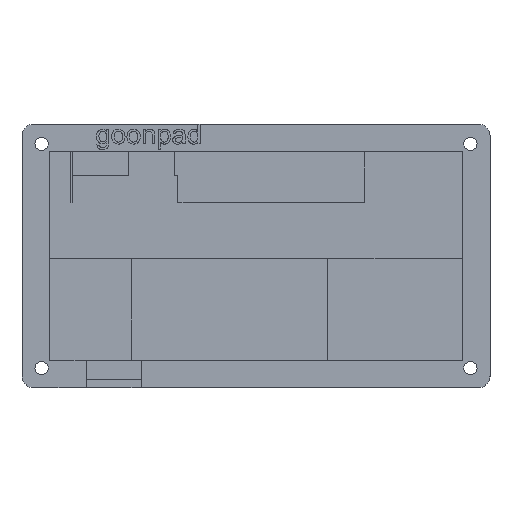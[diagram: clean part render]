
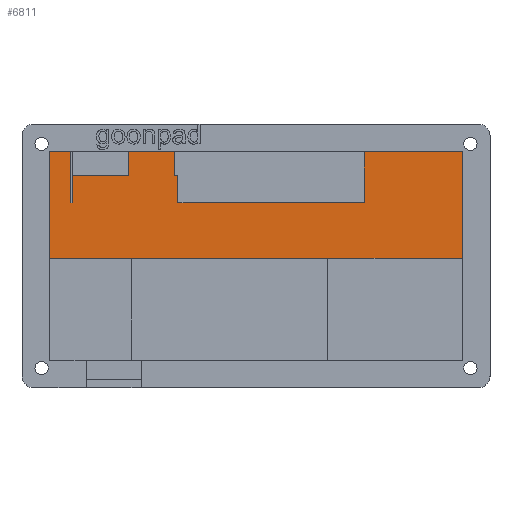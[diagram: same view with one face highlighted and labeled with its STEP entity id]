
A CAD part, top view. The second image highlights one B-rep face of the part: STEP entity #6811.
In plain terms, the highlighted planar face has unit normal (0, 0, 1).
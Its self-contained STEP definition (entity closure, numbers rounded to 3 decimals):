
#147=PLANE('',#7083);
#884=FACE_OUTER_BOUND('',#1247,.T.);
#1247=EDGE_LOOP('',(#5871,#5872,#5873,#5874,#5875,#5876,#5877,#5878,#5879,
#5880,#5881,#5882,#5883,#5884,#5885,#5886,#5887,#5888,#5889,#5890,#5891,
#5892,#5893,#5894,#5895,#5896,#5897,#5898,#5899));
#1410=CIRCLE('',#7075,3.);
#1413=CIRCLE('',#7078,3.);
#1415=CIRCLE('',#7084,3.);
#1416=CIRCLE('',#7085,3.);
#1717=LINE('',#11931,#2384);
#1728=LINE('',#11953,#2395);
#1753=LINE('',#12004,#2420);
#1757=LINE('',#12011,#2424);
#1810=LINE('',#12142,#2477);
#1814=LINE('',#12147,#2481);
#1817=LINE('',#12151,#2484);
#1819=LINE('',#12154,#2486);
#1820=LINE('',#12156,#2487);
#1878=LINE('',#12284,#2545);
#1888=LINE('',#12306,#2555);
#1889=LINE('',#12307,#2556);
#1890=LINE('',#12308,#2557);
#1891=LINE('',#12311,#2558);
#1897=LINE('',#12325,#2564);
#1903=LINE('',#12340,#2570);
#1907=LINE('',#12347,#2574);
#1912=LINE('',#12358,#2579);
#1918=LINE('',#12372,#2585);
#1935=LINE('',#12416,#2602);
#1936=LINE('',#12418,#2603);
#1937=LINE('',#12419,#2604);
#1938=LINE('',#12420,#2605);
#1939=LINE('',#12421,#2606);
#1940=LINE('',#12422,#2607);
#2384=VECTOR('',#7602,10.);
#2395=VECTOR('',#7617,10.);
#2420=VECTOR('',#7652,10.);
#2424=VECTOR('',#7658,10.);
#2477=VECTOR('',#7767,10.);
#2481=VECTOR('',#7773,10.);
#2484=VECTOR('',#7778,10.);
#2486=VECTOR('',#7782,10.);
#2487=VECTOR('',#7783,10.);
#2545=VECTOR('',#7895,10.);
#2555=VECTOR('',#7919,10.);
#2556=VECTOR('',#7920,10.);
#2557=VECTOR('',#7921,10.);
#2558=VECTOR('',#7924,10.);
#2564=VECTOR('',#7934,10.);
#2570=VECTOR('',#7944,10.);
#2574=VECTOR('',#7950,10.);
#2579=VECTOR('',#7959,10.);
#2585=VECTOR('',#7969,10.);
#2602=VECTOR('',#8008,10.);
#2603=VECTOR('',#8009,10.);
#2604=VECTOR('',#8010,10.);
#2605=VECTOR('',#8011,10.);
#2606=VECTOR('',#8012,10.);
#2607=VECTOR('',#8013,10.);
#3172=VERTEX_POINT('',#11929);
#3173=VERTEX_POINT('',#11930);
#3182=VERTEX_POINT('',#11952);
#3203=VERTEX_POINT('',#12003);
#3205=VERTEX_POINT('',#12009);
#3246=VERTEX_POINT('',#12108);
#3247=VERTEX_POINT('',#12110);
#3248=VERTEX_POINT('',#12117);
#3249=VERTEX_POINT('',#12119);
#3250=VERTEX_POINT('',#12123);
#3251=VERTEX_POINT('',#12125);
#3252=VERTEX_POINT('',#12129);
#3253=VERTEX_POINT('',#12131);
#3254=VERTEX_POINT('',#12135);
#3255=VERTEX_POINT('',#12137);
#3256=VERTEX_POINT('',#12155);
#3278=VERTEX_POINT('',#12224);
#3279=VERTEX_POINT('',#12227);
#3295=VERTEX_POINT('',#12268);
#3297=VERTEX_POINT('',#12273);
#3305=VERTEX_POINT('',#12310);
#3311=VERTEX_POINT('',#12324);
#3317=VERTEX_POINT('',#12338);
#3318=VERTEX_POINT('',#12339);
#3330=VERTEX_POINT('',#12371);
#3335=VERTEX_POINT('',#12383);
#3346=VERTEX_POINT('',#12415);
#3347=VERTEX_POINT('',#12417);
#3348=VERTEX_POINT('',#12423);
#3997=EDGE_CURVE('',#3172,#3173,#1717,.T.);
#4009=EDGE_CURVE('',#3173,#3182,#1728,.T.);
#4035=EDGE_CURVE('',#3203,#3172,#1753,.T.);
#4039=EDGE_CURVE('',#3205,#3182,#1757,.T.);
#4103=EDGE_CURVE('',#3247,#3246,#1810,.T.);
#4107=EDGE_CURVE('',#3252,#3253,#1814,.T.);
#4110=EDGE_CURVE('',#3250,#3251,#1817,.T.);
#4112=EDGE_CURVE('',#3249,#3248,#1819,.T.);
#4113=EDGE_CURVE('',#3249,#3256,#1820,.T.);
#4179=EDGE_CURVE('',#3255,#3254,#1878,.T.);
#4193=EDGE_CURVE('',#3279,#3278,#1888,.T.);
#4194=EDGE_CURVE('',#3278,#3295,#1889,.T.);
#4195=EDGE_CURVE('',#3295,#3297,#1890,.T.);
#4196=EDGE_CURVE('',#3305,#3254,#1891,.T.);
#4203=EDGE_CURVE('',#3252,#3311,#1897,.T.);
#4210=EDGE_CURVE('',#3317,#3318,#1903,.T.);
#4214=EDGE_CURVE('',#3255,#3317,#1907,.T.);
#4220=EDGE_CURVE('',#3318,#3248,#1912,.T.);
#4227=EDGE_CURVE('',#3256,#3330,#1918,.T.);
#4233=EDGE_CURVE('',#3250,#3335,#1410,.T.);
#4237=EDGE_CURVE('',#3335,#3253,#1413,.T.);
#4250=EDGE_CURVE('',#3346,#3205,#1935,.T.);
#4251=EDGE_CURVE('',#3347,#3346,#1936,.T.);
#4252=EDGE_CURVE('',#3330,#3347,#1937,.T.);
#4253=EDGE_CURVE('',#3311,#3305,#1938,.T.);
#4254=EDGE_CURVE('',#3297,#3251,#1939,.T.);
#4255=EDGE_CURVE('',#3247,#3279,#1940,.T.);
#4256=EDGE_CURVE('',#3348,#3246,#1415,.T.);
#4257=EDGE_CURVE('',#3203,#3348,#1416,.T.);
#5871=ORIENTED_EDGE('',*,*,#4009,.T.);
#5872=ORIENTED_EDGE('',*,*,#4039,.F.);
#5873=ORIENTED_EDGE('',*,*,#4250,.F.);
#5874=ORIENTED_EDGE('',*,*,#4251,.F.);
#5875=ORIENTED_EDGE('',*,*,#4252,.F.);
#5876=ORIENTED_EDGE('',*,*,#4227,.F.);
#5877=ORIENTED_EDGE('',*,*,#4113,.F.);
#5878=ORIENTED_EDGE('',*,*,#4112,.T.);
#5879=ORIENTED_EDGE('',*,*,#4220,.F.);
#5880=ORIENTED_EDGE('',*,*,#4210,.F.);
#5881=ORIENTED_EDGE('',*,*,#4214,.F.);
#5882=ORIENTED_EDGE('',*,*,#4179,.T.);
#5883=ORIENTED_EDGE('',*,*,#4196,.F.);
#5884=ORIENTED_EDGE('',*,*,#4253,.F.);
#5885=ORIENTED_EDGE('',*,*,#4203,.F.);
#5886=ORIENTED_EDGE('',*,*,#4107,.T.);
#5887=ORIENTED_EDGE('',*,*,#4237,.F.);
#5888=ORIENTED_EDGE('',*,*,#4233,.F.);
#5889=ORIENTED_EDGE('',*,*,#4110,.T.);
#5890=ORIENTED_EDGE('',*,*,#4254,.F.);
#5891=ORIENTED_EDGE('',*,*,#4195,.F.);
#5892=ORIENTED_EDGE('',*,*,#4194,.F.);
#5893=ORIENTED_EDGE('',*,*,#4193,.F.);
#5894=ORIENTED_EDGE('',*,*,#4255,.F.);
#5895=ORIENTED_EDGE('',*,*,#4103,.T.);
#5896=ORIENTED_EDGE('',*,*,#4256,.F.);
#5897=ORIENTED_EDGE('',*,*,#4257,.F.);
#5898=ORIENTED_EDGE('',*,*,#4035,.T.);
#5899=ORIENTED_EDGE('',*,*,#3997,.T.);
#6811=ADVANCED_FACE('',(#884),#147,.F.);
#7075=AXIS2_PLACEMENT_3D('',#12384,#7978,#7979);
#7078=AXIS2_PLACEMENT_3D('',#12390,#7985,#7986);
#7083=AXIS2_PLACEMENT_3D('',#12414,#8006,#8007);
#7084=AXIS2_PLACEMENT_3D('',#12424,#8014,#8015);
#7085=AXIS2_PLACEMENT_3D('',#12425,#8016,#8017);
#7602=DIRECTION('',(0.,-1.,0.));
#7617=DIRECTION('',(-1.,0.,0.));
#7652=DIRECTION('',(-1.,0.,0.));
#7658=DIRECTION('',(0.,1.,0.));
#7767=DIRECTION('',(-1.,0.,0.));
#7773=DIRECTION('',(-1.,0.,0.));
#7778=DIRECTION('',(-1.,0.,0.));
#7782=DIRECTION('',(-1.,0.,0.));
#7783=DIRECTION('',(1.,0.,0.));
#7895=DIRECTION('',(-1.,0.,0.));
#7919=DIRECTION('',(-1.,0.,0.));
#7920=DIRECTION('',(-1.,0.,0.));
#7921=DIRECTION('',(-1.,0.,0.));
#7924=DIRECTION('',(0.,1.,0.));
#7934=DIRECTION('',(0.,-1.,0.));
#7944=DIRECTION('',(1.,0.,0.));
#7950=DIRECTION('',(0.,-1.,0.));
#7959=DIRECTION('',(0.,1.,0.));
#7969=DIRECTION('',(0.,-1.,0.));
#7978=DIRECTION('center_axis',(0.,0.,1.));
#7979=DIRECTION('ref_axis',(1.,0.,0.));
#7985=DIRECTION('center_axis',(0.,0.,1.));
#7986=DIRECTION('ref_axis',(1.,0.,0.));
#8006=DIRECTION('center_axis',(0.,0.,-1.));
#8007=DIRECTION('ref_axis',(-1.,0.,0.));
#8008=DIRECTION('',(1.,0.,0.));
#8009=DIRECTION('',(0.,-1.,0.));
#8010=DIRECTION('',(1.,0.,0.));
#8011=DIRECTION('',(1.,0.,0.));
#8012=DIRECTION('',(0.,1.,0.));
#8013=DIRECTION('',(0.,-1.,0.));
#8014=DIRECTION('center_axis',(0.,0.,1.));
#8015=DIRECTION('ref_axis',(1.,0.,0.));
#8016=DIRECTION('center_axis',(0.,0.,1.));
#8017=DIRECTION('ref_axis',(1.,0.,0.));
#11929=CARTESIAN_POINT('',(28.6,50.76,2.5));
#11930=CARTESIAN_POINT('',(28.6,48.,2.5));
#11931=CARTESIAN_POINT('',(28.6,17.88,2.5));
#11952=CARTESIAN_POINT('',(27.366,48.,2.5));
#11953=CARTESIAN_POINT('',(22.991,48.,2.5));
#12003=CARTESIAN_POINT('',(51.508,50.76,2.5));
#12004=CARTESIAN_POINT('',(59.41,50.76,2.5));
#12009=CARTESIAN_POINT('',(27.366,35.,2.5));
#12011=CARTESIAN_POINT('',(27.366,52.88,2.5));
#12108=CARTESIAN_POINT('',(57.312,50.76,2.5));
#12110=CARTESIAN_POINT('',(59.41,50.76,2.5));
#12117=CARTESIAN_POINT('',(-32.7,50.76,2.5));
#12119=CARTESIAN_POINT('',(-32.,50.76,2.5));
#12123=CARTESIAN_POINT('',(-57.902,50.76,2.5));
#12125=CARTESIAN_POINT('',(-60.,50.76,2.5));
#12129=CARTESIAN_POINT('',(-47.698,50.76,2.5));
#12131=CARTESIAN_POINT('',(-52.098,50.76,2.5));
#12135=CARTESIAN_POINT('',(-47.2,50.76,2.5));
#12137=CARTESIAN_POINT('',(-47.198,50.76,2.5));
#12142=CARTESIAN_POINT('',(59.41,50.76,2.5));
#12147=CARTESIAN_POINT('',(59.41,50.76,2.5));
#12151=CARTESIAN_POINT('',(59.41,50.76,2.5));
#12154=CARTESIAN_POINT('',(59.41,50.76,2.5));
#12155=CARTESIAN_POINT('',(-21.2,50.76,2.5));
#12156=CARTESIAN_POINT('',(38.705,50.76,2.5));
#12224=CARTESIAN_POINT('',(18.,20.76,2.5));
#12227=CARTESIAN_POINT('',(59.41,20.76,2.5));
#12268=CARTESIAN_POINT('',(-32.,20.76,2.5));
#12273=CARTESIAN_POINT('',(-60.,20.76,2.5));
#12284=CARTESIAN_POINT('',(59.41,50.76,2.5));
#12306=CARTESIAN_POINT('',(59.41,20.76,2.5));
#12307=CARTESIAN_POINT('',(38.705,20.76,2.5));
#12308=CARTESIAN_POINT('',(59.41,20.76,2.5));
#12310=CARTESIAN_POINT('',(-47.2,35.,2.5));
#12311=CARTESIAN_POINT('',(-47.2,52.88,2.5));
#12324=CARTESIAN_POINT('',(-47.698,35.,2.5));
#12325=CARTESIAN_POINT('',(-47.698,52.88,2.5));
#12338=CARTESIAN_POINT('',(-47.198,42.,2.5));
#12339=CARTESIAN_POINT('',(-32.7,42.,2.5));
#12340=CARTESIAN_POINT('',(9.606,42.,2.5));
#12347=CARTESIAN_POINT('',(-47.198,52.88,2.5));
#12358=CARTESIAN_POINT('',(-32.7,52.88,2.5));
#12371=CARTESIAN_POINT('',(-21.2,42.,2.5));
#12372=CARTESIAN_POINT('',(-21.2,21.38,2.5));
#12383=CARTESIAN_POINT('',(-58.,50.,2.5));
#12384=CARTESIAN_POINT('Origin',(-55.,50.,2.5));
#12390=CARTESIAN_POINT('Origin',(-55.,50.,2.5));
#12414=CARTESIAN_POINT('Origin',(18.,-12.24,2.5));
#12415=CARTESIAN_POINT('',(-20.199,35.,2.5));
#12416=CARTESIAN_POINT('',(8.852,35.,2.5));
#12417=CARTESIAN_POINT('',(-20.199,42.,2.5));
#12418=CARTESIAN_POINT('',(-20.199,21.38,2.5));
#12419=CARTESIAN_POINT('',(10.541,42.,2.5));
#12420=CARTESIAN_POINT('',(29.558,35.,2.5));
#12421=CARTESIAN_POINT('',(-60.,52.88,2.5));
#12422=CARTESIAN_POINT('',(59.41,19.26,2.5));
#12423=CARTESIAN_POINT('',(51.41,50.,2.5));
#12424=CARTESIAN_POINT('Origin',(54.41,50.,2.5));
#12425=CARTESIAN_POINT('Origin',(54.41,50.,2.5));
